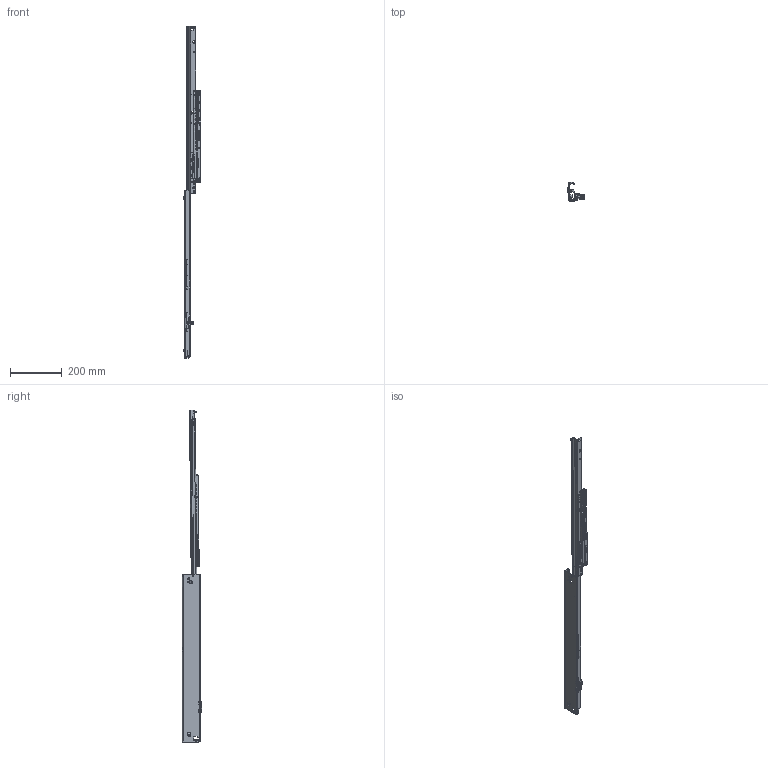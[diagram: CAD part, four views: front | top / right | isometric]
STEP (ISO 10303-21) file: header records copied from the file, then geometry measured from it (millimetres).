
FILE_DESCRIPTION (( 'STEP AP214' ), '1' );
FILE_NAME ('FR_7180_A_SMT.0650mm_26inch_U015_open_left.STEP', '2022-11-22T12:43:02', ( '' ), ( '' ), 'SwSTEP 2.0', 'SolidWorks 2020', '' );
FILE_SCHEMA (( 'AUTOMOTIVE_DESIGN' ));
Length unit declared in the file: millimetre
Products named in the file (10): MT-011; SE-093_Hub 100; 7100A.XXX-01.U015_NL  650; SM-047_ausgefahren; FR_7180_A_SMT.0650mm_26inch_U015_open_left; MT-011.Softierung; 7100A.XXX-03.U015_NL  650 ausgefahren; 7100A.XXX-03.A125_NL  650; 7100A.XXX-01.A027_NL  650
Assembly tree (9 placements, depth 4):
  FR_7180_A_SMT.0650mm_26inch_U015_open_left
    7100A.XXX-01.U015_NL  650
      7100A.XXX-01.A027_NL  650
      MT-011
        MT-011
        MT-011.Softierung
    7100A.XXX-03.U015_NL  650 ausgefahren
      7100A.XXX-03.A125_NL  650
      SM-047_ausgefahren
        SE-093_Hub 100
Bounding box: 68.18 x 73.76 x 1285.02 mm (x, y, z)
Volume: 293644.7 mm3; surface area: 274481.7 mm2
Topology: 5 solids, 10 shells, 3942 faces, 10139 edges, 6003 vertices
Faces by surface type: cylinder 1569, plane 1370, torus 447, bspline 305, sphere 184, cone 67
Entity records: 127885 total; most frequent: CARTESIAN_POINT 34368, ORIENTED_EDGE 19856, DIRECTION 19065, EDGE_CURVE 9928, AXIS2_PLACEMENT_3D 6802, VERTEX_POINT 6003, VECTOR 5461, LINE 5461
